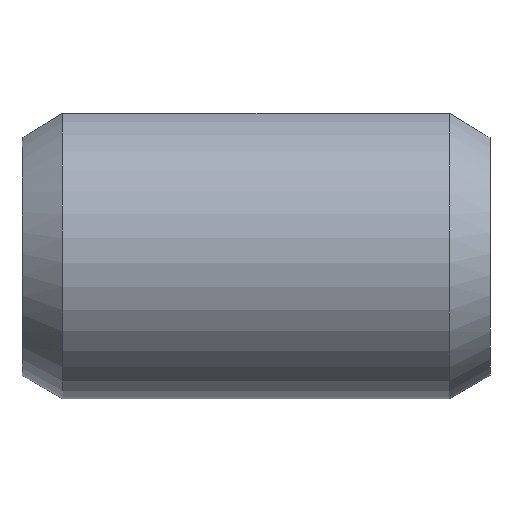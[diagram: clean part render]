
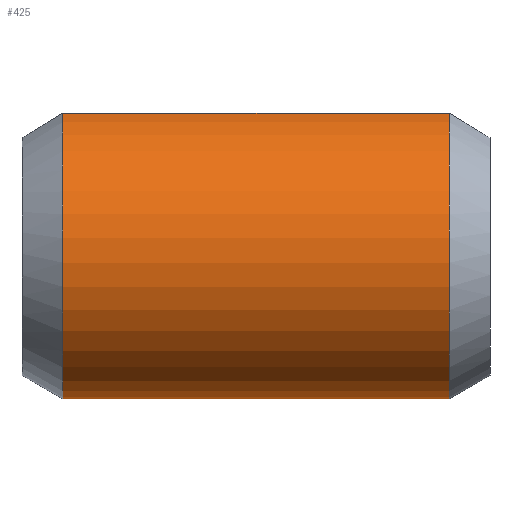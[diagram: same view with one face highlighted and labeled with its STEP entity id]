
A CAD part, left-side view. The second image highlights one B-rep face of the part: STEP entity #425.
In plain terms, the highlighted cylindrical face has radius 3.969 mm (diameter 7.938 mm), a partial arc.
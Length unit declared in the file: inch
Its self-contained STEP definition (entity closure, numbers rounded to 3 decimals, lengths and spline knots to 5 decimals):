
#15 = CARTESIAN_POINT ( 'NONE',  ( 0., 0.0433, -0.15625 ) ) ;
#18 = VERTEX_POINT ( 'NONE', #15 ) ;
#32 = DIRECTION ( 'NONE',  ( 0., -1., 0. ) ) ;
#38 = DIRECTION ( 'NONE',  ( 0., -1., 0. ) ) ;
#39 = CIRCLE ( 'NONE', #98, 0.15625 ) ;
#72 = DIRECTION ( 'NONE',  ( 0., 1., 0. ) ) ;
#79 = VERTEX_POINT ( 'NONE', #336 ) ;
#98 = AXIS2_PLACEMENT_3D ( 'NONE', #423, #38, #169 ) ;
#113 = VECTOR ( 'NONE', #32, 39.37008 ) ;
#118 = EDGE_CURVE ( 'NONE', #274, #18, #445, .T. ) ;
#122 = DIRECTION ( 'NONE',  ( 0., 0., -1. ) ) ;
#136 = ORIENTED_EDGE ( 'NONE', *, *, #314, .T. ) ;
#157 = DIRECTION ( 'NONE',  ( 0., -1., 0. ) ) ;
#167 = CIRCLE ( 'NONE', #194, 0.15625 ) ;
#169 = DIRECTION ( 'NONE',  ( 0., 0., 1. ) ) ;
#171 = CARTESIAN_POINT ( 'NONE',  ( -0.04688, 0.5, 0.14905 ) ) ;
#178 = VERTEX_POINT ( 'NONE', #306 ) ;
#194 = AXIS2_PLACEMENT_3D ( 'NONE', #380, #72, #344 ) ;
#222 = CYLINDRICAL_SURFACE ( 'NONE', #329, 0.15625 ) ;
#271 = EDGE_CURVE ( 'NONE', #178, #274, #39, .T. ) ;
#274 = VERTEX_POINT ( 'NONE', #313 ) ;
#306 = CARTESIAN_POINT ( 'NONE',  ( -0.04688, 0.4567, 0.14905 ) ) ;
#313 = CARTESIAN_POINT ( 'NONE',  ( 0., 0.4567, -0.15625 ) ) ;
#314 = EDGE_CURVE ( 'NONE', #18, #79, #167, .T. ) ;
#317 = DIRECTION ( 'NONE',  ( 0., 1., 0. ) ) ;
#326 = EDGE_CURVE ( 'NONE', #79, #178, #349, .T. ) ;
#329 = AXIS2_PLACEMENT_3D ( 'NONE', #330, #157, #122 ) ;
#330 = CARTESIAN_POINT ( 'NONE',  ( 0., 0.5, 0. ) ) ;
#336 = CARTESIAN_POINT ( 'NONE',  ( -0.04688, 0.0433, 0.14905 ) ) ;
#342 = CARTESIAN_POINT ( 'NONE',  ( 0., 0.5, -0.15625 ) ) ;
#344 = DIRECTION ( 'NONE',  ( 0., 0., 1. ) ) ;
#349 = LINE ( 'NONE', #171, #399 ) ;
#380 = CARTESIAN_POINT ( 'NONE',  ( 0., 0.0433, 0. ) ) ;
#391 = EDGE_LOOP ( 'NONE', ( #418, #430, #136, #422 ) ) ;
#399 = VECTOR ( 'NONE', #317, 39.37008 ) ;
#418 = ORIENTED_EDGE ( 'NONE', *, *, #271, .T. ) ;
#422 = ORIENTED_EDGE ( 'NONE', *, *, #326, .T. ) ;
#423 = CARTESIAN_POINT ( 'NONE',  ( 0., 0.4567, 0. ) ) ;
#425 = ADVANCED_FACE ( 'NONE', ( #438 ), #222, .T. ) ;
#430 = ORIENTED_EDGE ( 'NONE', *, *, #118, .T. ) ;
#438 = FACE_OUTER_BOUND ( 'NONE', #391, .T. ) ;
#445 = LINE ( 'NONE', #342, #113 ) ;
